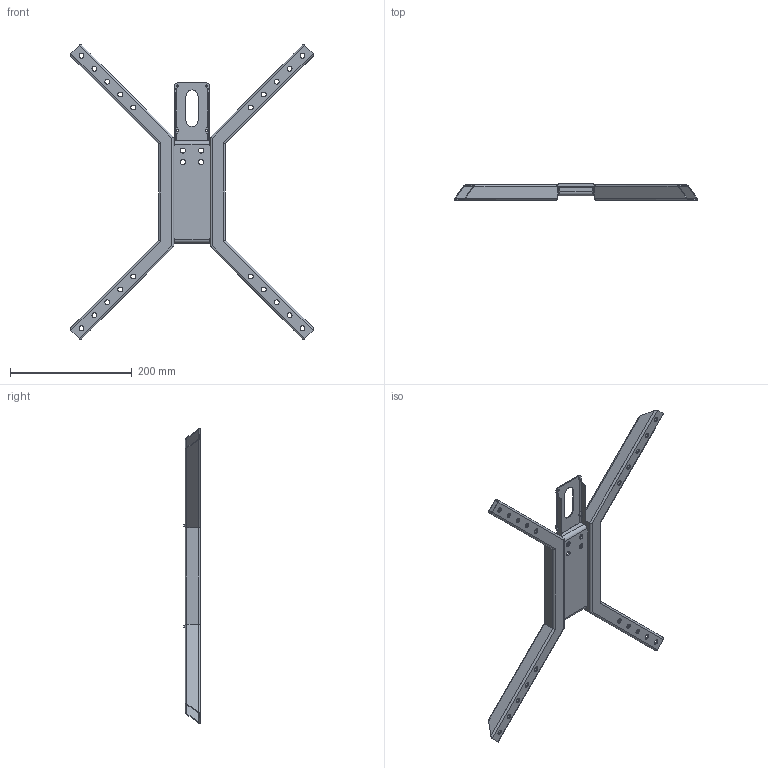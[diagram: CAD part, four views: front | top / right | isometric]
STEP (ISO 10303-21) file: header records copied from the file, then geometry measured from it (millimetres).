
FILE_DESCRIPTION(/* description */ ('STEP AP242','CAx-IF Rec.Pracs.---Representation and Presentation of Product Manufacturing Information (PMI)---4.0---2014-10-13','CAx-IF Rec.Pracs.---3D Tessellated Geometry---0.4---2014-09-14','2;1'),/* implementation_level */ '2;1');
FILE_NAME(/* name */ '678f089a2eea81493de79199',/* time_stamp */ '2025-01-21T02:38:19Z',/* author */ (''),/* organization */ (''),/* preprocessor_version */ 'ST-DEVELOPER v20',/* originating_system */ 'ONSHAPE BY PTC INC, 1.192',/* authorisation */ ' ');
FILE_SCHEMA (('AP242_MANAGED_MODEL_BASED_3D_ENGINEERING_MIM_LF { 1 0 10303 442 1 1 4 }'));
Length unit declared in the file: millimetre
Products named in the file (4): BMS-v3.7-FRAME-HALF; BMS-V3_FRAME_EC_BRACKET; BMS-V3_FRAME_CENTRE; Leg one piece
Assembly tree (4 placements, depth 2):
  BMS-v3.7-FRAME-HALF
    BMS-V3_FRAME_EC_BRACKET
    BMS-V3_FRAME_CENTRE
    Leg one piece  x2
Bounding box: 399.29 x 27.07 x 483.7 mm (x, y, z)
Volume: 239465.3 mm3; surface area: 236968.5 mm2
Topology: 4 solids, 4 shells, 286 faces, 831 edges, 549 vertices
Faces by surface type: cylinder 146, plane 136, bspline 2, cone 2
Full cylindrical faces by diameter (mm): 3.5 x4, 8 x20, 8.25 x4, 10 x16
Entity records: 7339 total; most frequent: CARTESIAN_POINT 1293, DIRECTION 1240, ORIENTED_EDGE 1212, EDGE_CURVE 606, AXIS2_PLACEMENT_3D 419, VERTEX_POINT 416, LINE 402, VECTOR 402
